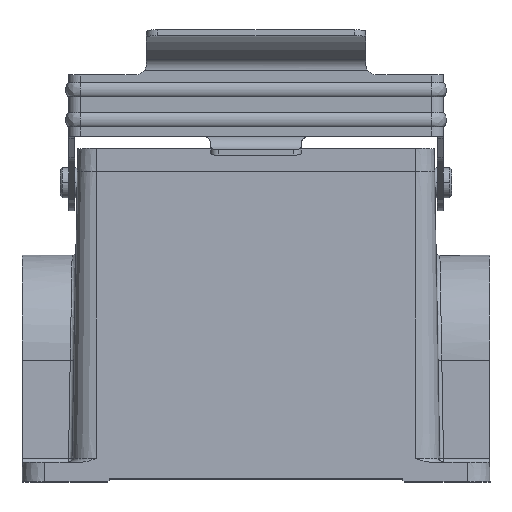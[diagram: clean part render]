
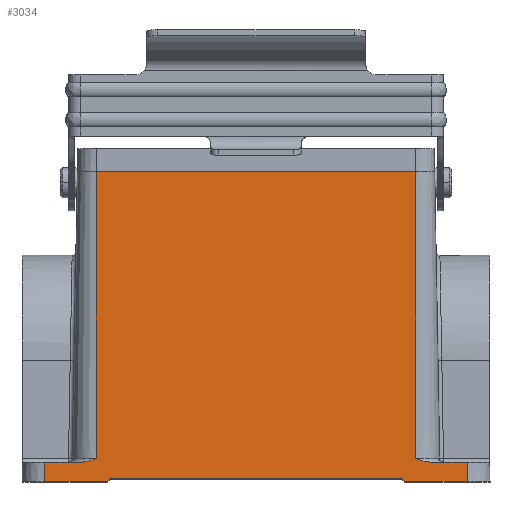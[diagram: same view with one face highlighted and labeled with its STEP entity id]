
A CAD part, top view. The second image highlights one B-rep face of the part: STEP entity #3034.
In plain terms, the highlighted planar face has unit normal (0, 0.018, 1).
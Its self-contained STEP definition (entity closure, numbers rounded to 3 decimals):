
#72 = EDGE_CURVE ( 'NONE', #13521, #8154, #2130, .T. ) ;
#129 = VECTOR ( 'NONE', #14642, 1000. ) ;
#175 = VERTEX_POINT ( 'NONE', #2980 ) ;
#412 = CARTESIAN_POINT ( 'NONE',  ( 46.07, -83.3, 42.179 ) ) ;
#434 = CARTESIAN_POINT ( 'NONE',  ( -38.945, -88.009, 42.261 ) ) ;
#510 = CARTESIAN_POINT ( 'NONE',  ( -42.375, -82.317, 42.162 ) ) ;
#578 = VECTOR ( 'NONE', #11253, 1000. ) ;
#670 = DIRECTION ( 'NONE',  ( 0., -1., 0.017 ) ) ;
#920 = CARTESIAN_POINT ( 'NONE',  ( -38.95, -88.5, 42.27 ) ) ;
#928 = VECTOR ( 'NONE', #1716, 1000. ) ;
#1015 = EDGE_CURVE ( 'NONE', #6498, #16343, #8328, .T. ) ;
#1118 = CARTESIAN_POINT ( 'NONE',  ( 44.802, -83.146, 42.176 ) ) ;
#1342 = CARTESIAN_POINT ( 'NONE',  ( -39.437, -88.5, 42.27 ) ) ;
#1354 = CARTESIAN_POINT ( 'NONE',  ( 42.375, -82.317, 42.162 ) ) ;
#1433 = DIRECTION ( 'NONE',  ( -1., 0., 0. ) ) ;
#1509 = LINE ( 'NONE', #12741, #8424 ) ;
#1716 = DIRECTION ( 'NONE',  ( 1., 0., 0. ) ) ;
#1774 = ORIENTED_EDGE ( 'NONE', *, *, #5963, .T. ) ;
#2129 = CARTESIAN_POINT ( 'NONE',  ( -56.15, -83.3, 42.179 ) ) ;
#2130 = LINE ( 'NONE', #4852, #9437 ) ;
#2179 = CARTESIAN_POINT ( 'NONE',  ( -44.491, -83.066, 42.175 ) ) ;
#2439 = LINE ( 'NONE', #920, #9741 ) ;
#2440 = DIRECTION ( 'NONE',  ( -1., 0., 0. ) ) ;
#2537 = CARTESIAN_POINT ( 'NONE',  ( 43.876, -82.88, 42.172 ) ) ;
#2617 = VECTOR ( 'NONE', #15849, 1000. ) ;
#2713 = CARTESIAN_POINT ( 'NONE',  ( 56.15, -88.5, 42.27 ) ) ;
#2829 = ORIENTED_EDGE ( 'NONE', *, *, #5526, .T. ) ;
#2862 = CARTESIAN_POINT ( 'NONE',  ( 56.15, -83.3, 42.179 ) ) ;
#2890 = DIRECTION ( 'NONE',  ( -0.017, 1., -0.017 ) ) ;
#2915 = VECTOR ( 'NONE', #10419, 1000. ) ;
#2966 = EDGE_CURVE ( 'NONE', #9087, #17810, #1509, .T. ) ;
#2980 = CARTESIAN_POINT ( 'NONE',  ( -42.375, -6.15, 40.832 ) ) ;
#3034 = ADVANCED_FACE ( 'NONE', ( #7992 ), #11602, .T. ) ;
#3079 = CARTESIAN_POINT ( 'NONE',  ( -44.269, -1.829, 40.757 ) ) ;
#3135 = EDGE_CURVE ( 'NONE', #6019, #13298, #13529, .T. ) ;
#3260 = DIRECTION ( 'NONE',  ( 0., 1., -0.017 ) ) ;
#3467 = ORIENTED_EDGE ( 'NONE', *, *, #16932, .T. ) ;
#3603 = CARTESIAN_POINT ( 'NONE',  ( -45.429, -83.263, 42.178 ) ) ;
#3879 = EDGE_CURVE ( 'NONE', #16343, #6019, #11360, .T. ) ;
#3954 = CARTESIAN_POINT ( 'NONE',  ( 42.972, -82.552, 42.166 ) ) ;
#3965 = VECTOR ( 'NONE', #1433, 1000. ) ;
#3986 = EDGE_CURVE ( 'NONE', #8634, #5437, #14777, .T. ) ;
#4268 = DIRECTION ( 'NONE',  ( 0., 1., -0.017 ) ) ;
#4359 = CARTESIAN_POINT ( 'NONE',  ( 42.375, -6.15, 40.832 ) ) ;
#4472 = ORIENTED_EDGE ( 'NONE', *, *, #8964, .T. ) ;
#4645 = LINE ( 'NONE', #8541, #928 ) ;
#4804 = LINE ( 'NONE', #9286, #6734 ) ;
#4852 = CARTESIAN_POINT ( 'NONE',  ( -56.15, -87.75, 42.257 ) ) ;
#4910 = DIRECTION ( 'NONE',  ( 0., 1., -0.017 ) ) ;
#4972 = CARTESIAN_POINT ( 'NONE',  ( -46.07, -83.3, 42.179 ) ) ;
#5050 = CARTESIAN_POINT ( 'NONE',  ( 38.95, -88.5, 42.27 ) ) ;
#5327 = CARTESIAN_POINT ( 'NONE',  ( 42.375, -82.317, 42.162 ) ) ;
#5399 = VERTEX_POINT ( 'NONE', #510 ) ;
#5437 = VERTEX_POINT ( 'NONE', #16981 ) ;
#5526 = EDGE_CURVE ( 'NONE', #5399, #6664, #6040, .T. ) ;
#5589 = ORIENTED_EDGE ( 'NONE', *, *, #2966, .T. ) ;
#5620 = LINE ( 'NONE', #2862, #3965 ) ;
#5725 = CARTESIAN_POINT ( 'NONE',  ( 38.946, -88., 42.261 ) ) ;
#5963 = EDGE_CURVE ( 'NONE', #17810, #7966, #5620, .T. ) ;
#5995 = ORIENTED_EDGE ( 'NONE', *, *, #12826, .T. ) ;
#6019 = VERTEX_POINT ( 'NONE', #7011 ) ;
#6040 = B_SPLINE_CURVE_WITH_KNOTS ( 'NONE', 3,
 ( #11692, #17224, #10411, #2179, #11752, #3603, #13126, #4972 ),
 .UNSPECIFIED., .F., .F.,
 ( 4, 2, 2, 4 ),
 ( 0., 0.002, 0.003, 0.004 ),
 .UNSPECIFIED. ) ;
#6063 = EDGE_LOOP ( 'NONE', ( #10978, #11437, #8530, #11204, #8995, #16743, #17520, #5589, #1774, #4472, #3467, #5995, #14995, #2829, #14227, #14498 ) ) ;
#6317 = CARTESIAN_POINT ( 'NONE',  ( 42.375, -87.75, 42.257 ) ) ;
#6452 = CARTESIAN_POINT ( 'NONE',  ( 3.351, -45.712, 41.523 ) ) ;
#6498 = VERTEX_POINT ( 'NONE', #1342 ) ;
#6638 = CARTESIAN_POINT ( 'NONE',  ( 45.746, -83.3, 42.179 ) ) ;
#6664 = VERTEX_POINT ( 'NONE', #7109 ) ;
#6734 = VECTOR ( 'NONE', #2440, 1000. ) ;
#6796 = EDGE_CURVE ( 'NONE', #5399, #175, #12432, .T. ) ;
#6975 = CARTESIAN_POINT ( 'NONE',  ( 38.95, -87.75, 42.257 ) ) ;
#7004 = LINE ( 'NONE', #5050, #2915 ) ;
#7011 = CARTESIAN_POINT ( 'NONE',  ( -38.95, -87.75, 42.257 ) ) ;
#7026 = CARTESIAN_POINT ( 'NONE',  ( -42.375, 0., 40.725 ) ) ;
#7109 = CARTESIAN_POINT ( 'NONE',  ( -46.07, -83.3, 42.179 ) ) ;
#7368 = VERTEX_POINT ( 'NONE', #4359 ) ;
#7694 = DIRECTION ( 'NONE',  ( 1., 0., 0. ) ) ;
#7746 = VECTOR ( 'NONE', #2890, 1000. ) ;
#7966 = VERTEX_POINT ( 'NONE', #412 ) ;
#7992 = FACE_OUTER_BOUND ( 'NONE', #6063, .T. ) ;
#8154 = VERTEX_POINT ( 'NONE', #2129 ) ;
#8328 = LINE ( 'NONE', #6452, #129 ) ;
#8424 = VECTOR ( 'NONE', #3260, 1000. ) ;
#8530 = ORIENTED_EDGE ( 'NONE', *, *, #3879, .T. ) ;
#8541 = CARTESIAN_POINT ( 'NONE',  ( -56.15, -83.3, 42.179 ) ) ;
#8634 = VERTEX_POINT ( 'NONE', #5725 ) ;
#8950 = DIRECTION ( 'NONE',  ( 0., 0.017, 1. ) ) ;
#8964 = EDGE_CURVE ( 'NONE', #7966, #16113, #15909, .T. ) ;
#8995 = ORIENTED_EDGE ( 'NONE', *, *, #12329, .F. ) ;
#9087 = VERTEX_POINT ( 'NONE', #2713 ) ;
#9098 = VECTOR ( 'NONE', #16515, 1000. ) ;
#9286 = CARTESIAN_POINT ( 'NONE',  ( -42.375, -6.15, 40.832 ) ) ;
#9384 = CARTESIAN_POINT ( 'NONE',  ( 45.429, -83.263, 42.178 ) ) ;
#9437 = VECTOR ( 'NONE', #4910, 1000. ) ;
#9741 = VECTOR ( 'NONE', #7694, 1000. ) ;
#9769 = DIRECTION ( 'NONE',  ( 0., 1., -0.017 ) ) ;
#10411 = CARTESIAN_POINT ( 'NONE',  ( -43.569, -82.787, 42.17 ) ) ;
#10419 = DIRECTION ( 'NONE',  ( -1., 0., 0. ) ) ;
#10752 = CARTESIAN_POINT ( 'NONE',  ( 44.491, -83.066, 42.175 ) ) ;
#10791 = VECTOR ( 'NONE', #4268, 1000. ) ;
#10978 = ORIENTED_EDGE ( 'NONE', *, *, #12160, .T. ) ;
#11088 = CARTESIAN_POINT ( 'NONE',  ( -38.95, -87.75, 42.257 ) ) ;
#11195 = AXIS2_PLACEMENT_3D ( 'NONE', #17128, #8950, #670 ) ;
#11204 = ORIENTED_EDGE ( 'NONE', *, *, #3135, .T. ) ;
#11253 = DIRECTION ( 'NONE',  ( 0.695, -0.719, 0.013 ) ) ;
#11258 = EDGE_CURVE ( 'NONE', #8154, #6664, #4645, .T. ) ;
#11360 = LINE ( 'NONE', #11088, #7746 ) ;
#11437 = ORIENTED_EDGE ( 'NONE', *, *, #1015, .T. ) ;
#11602 = PLANE ( 'NONE',  #11195 ) ;
#11692 = CARTESIAN_POINT ( 'NONE',  ( -42.375, -82.317, 42.162 ) ) ;
#11752 = CARTESIAN_POINT ( 'NONE',  ( -44.802, -83.146, 42.176 ) ) ;
#12105 = CARTESIAN_POINT ( 'NONE',  ( 43.573, -82.775, 42.17 ) ) ;
#12160 = EDGE_CURVE ( 'NONE', #13521, #6498, #2439, .T. ) ;
#12329 = EDGE_CURVE ( 'NONE', #8634, #13298, #16356, .T. ) ;
#12432 = LINE ( 'NONE', #7026, #15636 ) ;
#12741 = CARTESIAN_POINT ( 'NONE',  ( 56.15, -87.75, 42.257 ) ) ;
#12826 = EDGE_CURVE ( 'NONE', #7368, #175, #4804, .T. ) ;
#13126 = CARTESIAN_POINT ( 'NONE',  ( -45.746, -83.3, 42.179 ) ) ;
#13178 = CARTESIAN_POINT ( 'NONE',  ( 56.15, -83.3, 42.179 ) ) ;
#13298 = VERTEX_POINT ( 'NONE', #17233 ) ;
#13349 = EDGE_CURVE ( 'NONE', #9087, #5437, #7004, .T. ) ;
#13476 = CARTESIAN_POINT ( 'NONE',  ( 42.672, -82.434, 42.164 ) ) ;
#13521 = VERTEX_POINT ( 'NONE', #13851 ) ;
#13529 = LINE ( 'NONE', #6317, #2617 ) ;
#13851 = CARTESIAN_POINT ( 'NONE',  ( -56.15, -88.5, 42.27 ) ) ;
#14227 = ORIENTED_EDGE ( 'NONE', *, *, #11258, .F. ) ;
#14424 = LINE ( 'NONE', #16351, #10791 ) ;
#14498 = ORIENTED_EDGE ( 'NONE', *, *, #72, .F. ) ;
#14642 = DIRECTION ( 'NONE',  ( 0.707, 0.707, -0.012 ) ) ;
#14777 = LINE ( 'NONE', #3079, #578 ) ;
#14995 = ORIENTED_EDGE ( 'NONE', *, *, #6796, .F. ) ;
#15636 = VECTOR ( 'NONE', #9769, 1000. ) ;
#15849 = DIRECTION ( 'NONE',  ( 1., 0., 0. ) ) ;
#15909 = B_SPLINE_CURVE_WITH_KNOTS ( 'NONE', 3,
 ( #16192, #6638, #9384, #1118, #10752, #2537, #12105, #3954, #13476, #5327 ),
 .UNSPECIFIED., .F., .F.,
 ( 4, 2, 2, 2, 4 ),
 ( 0., 0.001, 0.002, 0.003, 0.004 ),
 .UNSPECIFIED. ) ;
#16113 = VERTEX_POINT ( 'NONE', #1354 ) ;
#16192 = CARTESIAN_POINT ( 'NONE',  ( 46.07, -83.3, 42.179 ) ) ;
#16343 = VERTEX_POINT ( 'NONE', #434 ) ;
#16351 = CARTESIAN_POINT ( 'NONE',  ( 42.375, 0., 40.725 ) ) ;
#16356 = LINE ( 'NONE', #6975, #9098 ) ;
#16515 = DIRECTION ( 'NONE',  ( 0.017, 1., -0.017 ) ) ;
#16743 = ORIENTED_EDGE ( 'NONE', *, *, #3986, .T. ) ;
#16932 = EDGE_CURVE ( 'NONE', #16113, #7368, #14424, .T. ) ;
#16981 = CARTESIAN_POINT ( 'NONE',  ( 39.428, -88.5, 42.27 ) ) ;
#17128 = CARTESIAN_POINT ( 'NONE',  ( -42.375, 0., 40.725 ) ) ;
#17224 = CARTESIAN_POINT ( 'NONE',  ( -42.972, -82.553, 42.166 ) ) ;
#17233 = CARTESIAN_POINT ( 'NONE',  ( 38.95, -87.75, 42.257 ) ) ;
#17520 = ORIENTED_EDGE ( 'NONE', *, *, #13349, .F. ) ;
#17810 = VERTEX_POINT ( 'NONE', #13178 ) ;
